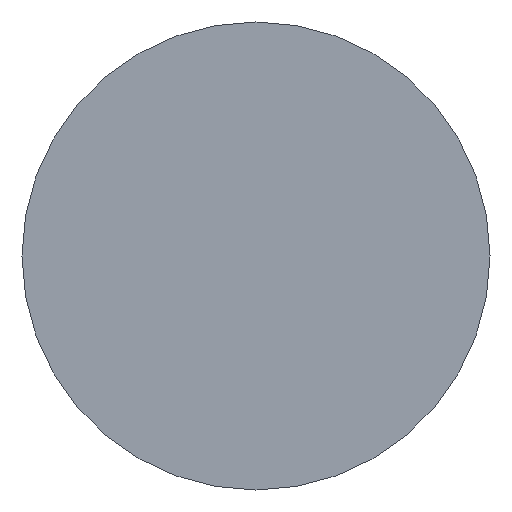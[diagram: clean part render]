
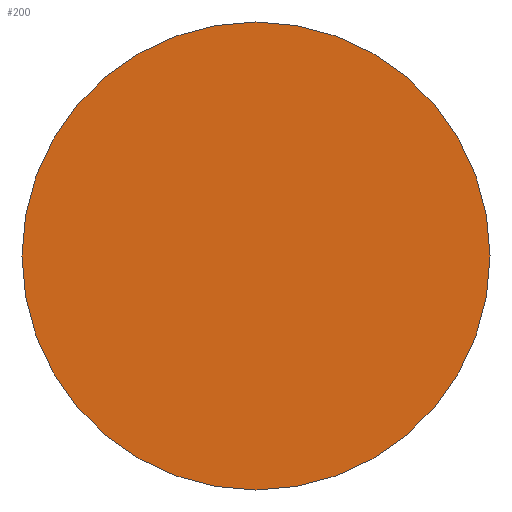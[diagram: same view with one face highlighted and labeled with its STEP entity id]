
A CAD part, left-side view. The second image highlights one B-rep face of the part: STEP entity #200.
In plain terms, the highlighted planar face has unit normal (-1, 0, 0).
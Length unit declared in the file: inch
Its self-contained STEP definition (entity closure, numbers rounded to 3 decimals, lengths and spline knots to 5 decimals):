
#110 = EDGE_CURVE ( 'NONE', #309, #309, #302, .T. ) ;
#167 = DIRECTION ( 'NONE',  ( 0., 0., -1. ) ) ;
#200 = ADVANCED_FACE ( 'NONE', ( #698 ), #556, .F. ) ;
#298 = EDGE_LOOP ( 'NONE', ( #696 ) ) ;
#302 = CIRCLE ( 'NONE', #746, 0.03675 ) ;
#309 = VERTEX_POINT ( 'NONE', #748 ) ;
#423 = DIRECTION ( 'NONE',  ( 1., 0., 0. ) ) ;
#427 = CARTESIAN_POINT ( 'NONE',  ( 0., -0.03675, 0. ) ) ;
#556 = PLANE ( 'NONE',  #649 ) ;
#649 = AXIS2_PLACEMENT_3D ( 'NONE', #427, #423, #167 ) ;
#670 = DIRECTION ( 'NONE',  ( 0., 0., -1. ) ) ;
#696 = ORIENTED_EDGE ( 'NONE', *, *, #110, .F. ) ;
#698 = FACE_OUTER_BOUND ( 'NONE', #298, .T. ) ;
#732 = DIRECTION ( 'NONE',  ( 1., 0., 0. ) ) ;
#746 = AXIS2_PLACEMENT_3D ( 'NONE', #797, #732, #670 ) ;
#748 = CARTESIAN_POINT ( 'NONE',  ( 0., 0., -0.03675 ) ) ;
#797 = CARTESIAN_POINT ( 'NONE',  ( 0., 0., 0. ) ) ;
